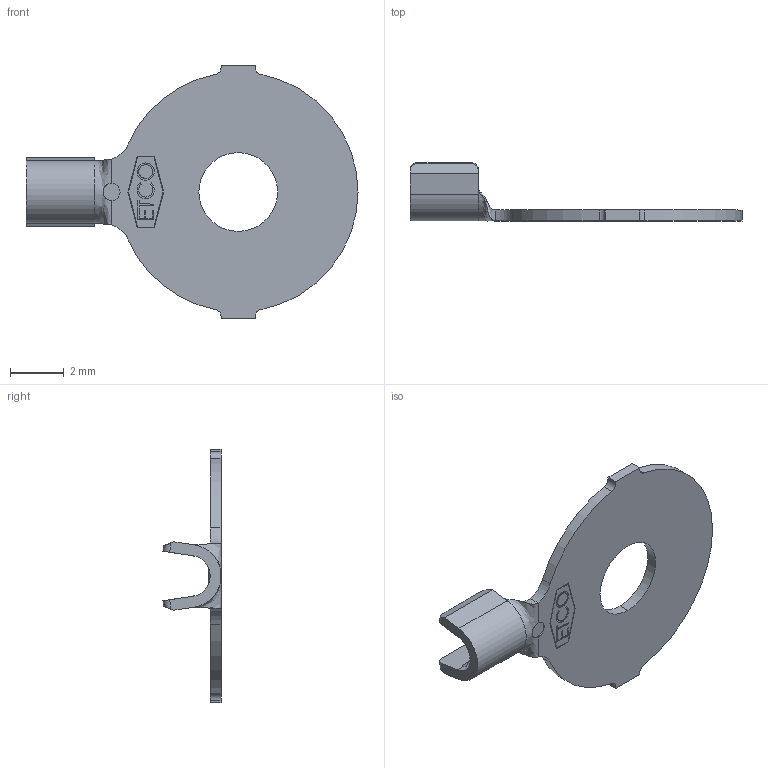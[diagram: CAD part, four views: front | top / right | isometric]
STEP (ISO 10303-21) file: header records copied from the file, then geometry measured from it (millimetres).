
FILE_DESCRIPTION (( 'STEP AP203' ), '1' );
FILE_NAME ('00655.STEP', '2015-02-05T20:45:18', ( '' ), ( '' ), 'SwSTEP 2.0', 'SolidWorks 2014', '' );
FILE_SCHEMA (( 'CONFIG_CONTROL_DESIGN' ));
Length unit declared in the file: inch
Products named in the file (1): 00655
Bounding box: 12.32 x 2.16 x 9.4 mm (x, y, z)
Volume: 28.5 mm3; surface area: 163.9 mm2
Topology: 1 solids, 1 shells, 139 faces, 359 edges, 229 vertices
Faces by surface type: plane 85, cylinder 25, bspline 23, cone 6
Entity records: 5606 total; most frequent: CARTESIAN_POINT 2288, ORIENTED_EDGE 718, DIRECTION 583, EDGE_CURVE 359, LINE 259, VECTOR 259, VERTEX_POINT 229, AXIS2_PLACEMENT_3D 162
